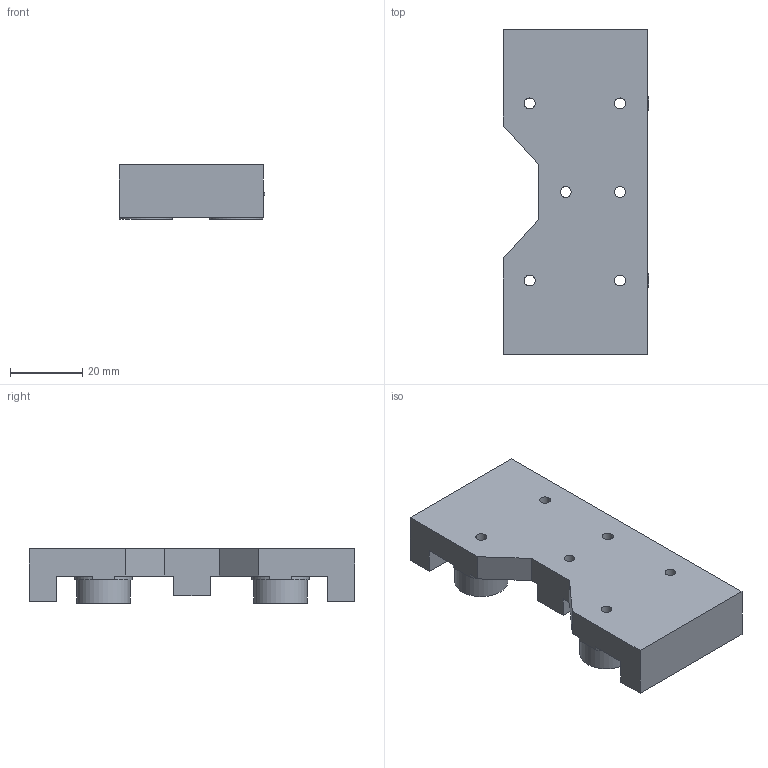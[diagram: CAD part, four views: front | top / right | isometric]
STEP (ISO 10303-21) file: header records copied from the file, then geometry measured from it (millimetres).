
FILE_DESCRIPTION(/* description */ (''),/* implementation_level */ '2;1');
FILE_NAME(/* name */ 'Claw Body.step',/* time_stamp */ '2025-09-14T20:54:30+08:00',/* author */ (''),/* organization */ (''),/* preprocessor_version */ 'ST-DEVELOPER v20.1',/* originating_system */ 'Autodesk Translation Framework v14.10.0.0',/* authorisation */ '');
FILE_SCHEMA (('AUTOMOTIVE_DESIGN { 1 0 10303 214 3 1 1 }'));
Length unit declared in the file: millimetre
Products named in the file (2): Hand; Claws
Assembly tree (1 placements, depth 2):
  Hand
    Claws
Bounding box: 40.38 x 90 x 15 mm (x, y, z)
Volume: 34934.1 mm3; surface area: 13106.6 mm2
Topology: 1 solids, 1 shells, 60 faces, 137 edges, 89 vertices
Faces by surface type: plane 37, cylinder 23
Full cylindrical faces by diameter (mm): 3 x11, 4.5 x4, 14.75 x4, 16 x2
Entity records: 1770 total; most frequent: DIRECTION 313, CARTESIAN_POINT 286, ORIENTED_EDGE 270, EDGE_CURVE 135, AXIS2_PLACEMENT_3D 115, VERTEX_POINT 88, EDGE_LOOP 83, LINE 83
